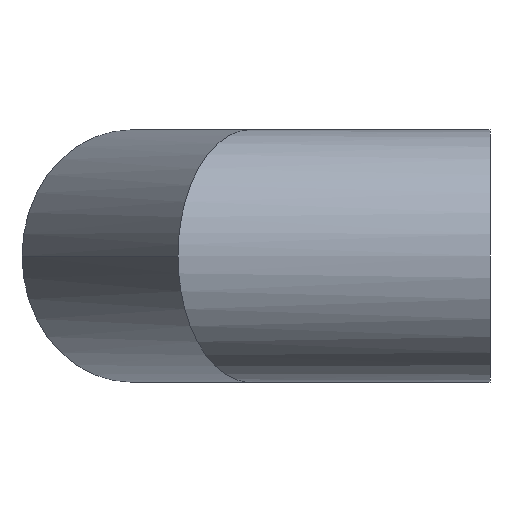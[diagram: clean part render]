
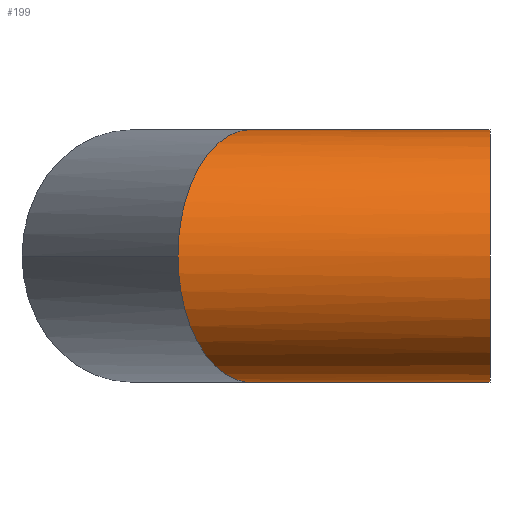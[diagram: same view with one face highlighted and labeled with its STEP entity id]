
A CAD part, left-side view. The second image highlights one B-rep face of the part: STEP entity #199.
In plain terms, the highlighted cylindrical face has radius 112.5 mm (diameter 225 mm), a partial arc.
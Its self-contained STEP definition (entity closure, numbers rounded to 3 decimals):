
#5 = CARTESIAN_POINT ( 'NONE',  ( 0., 213.333, -112.5 ) ) ;
#18 = EDGE_CURVE ( 'NONE', #146, #233, #122, .T. ) ;
#29 = CARTESIAN_POINT ( 'NONE',  ( -65.901, 251.381, 112.5 ) ) ;
#65 = CARTESIAN_POINT ( 'NONE',  ( -65.901, 251.381, -112.5 ) ) ;
#68 = EDGE_LOOP ( 'NONE', ( #125, #335, #117, #170, #382 ) ) ;
#84 = CARTESIAN_POINT ( 'NONE',  ( -112.5, 278.285, 65.901 ) ) ;
#92 = DIRECTION ( 'NONE',  ( 0., 1., 0. ) ) ;
#117 = ORIENTED_EDGE ( 'NONE', *, *, #18, .T. ) ;
#122 = LINE ( 'NONE', #304, #259 ) ;
#125 = ORIENTED_EDGE ( 'NONE', *, *, #192, .F. ) ;
#128 = CARTESIAN_POINT ( 'NONE',  ( -112.5, 278.285, 0. ) ) ;
#132 = AXIS2_PLACEMENT_3D ( 'NONE', #337, #387, #330 ) ;
#146 = VERTEX_POINT ( 'NONE', #329 ) ;
#147 = FACE_OUTER_BOUND ( 'NONE', #68, .T. ) ;
#149 = DIRECTION ( 'NONE',  ( 0., 0., 1. ) ) ;
#156 = VECTOR ( 'NONE', #308, 1000. ) ;
#157 = CARTESIAN_POINT ( 'NONE',  ( -112.5, 278.285, -65.901 ) ) ;
#159 = CARTESIAN_POINT ( 'NONE',  ( 0., 213.333, -112.5 ) ) ;
#163 = EDGE_CURVE ( 'NONE', #233, #218, #165, .T. ) ;
#165 =( BOUNDED_CURVE ( )  B_SPLINE_CURVE ( 3, ( #376, #29, #84, #253 ),
 .UNSPECIFIED., .F., .F. ) 
 B_SPLINE_CURVE_WITH_KNOTS ( ( 4, 4 ),
 ( 4.712, 6.283 ),
 .UNSPECIFIED. ) 
 CURVE ( )  GEOMETRIC_REPRESENTATION_ITEM ( )  RATIONAL_B_SPLINE_CURVE ( ( 1., 0.805, 0.805, 1. ) ) 
 REPRESENTATION_ITEM ( '' )  );
#170 = ORIENTED_EDGE ( 'NONE', *, *, #163, .T. ) ;
#177 =( BOUNDED_CURVE ( )  B_SPLINE_CURVE ( 3, ( #128, #157, #65, #5 ),
 .UNSPECIFIED., .F., .F. ) 
 B_SPLINE_CURVE_WITH_KNOTS ( ( 4, 4 ),
 ( 0., 1.571 ),
 .UNSPECIFIED. ) 
 CURVE ( )  GEOMETRIC_REPRESENTATION_ITEM ( )  RATIONAL_B_SPLINE_CURVE ( ( 1., 0.805, 0.805, 1. ) ) 
 REPRESENTATION_ITEM ( '' )  );
#182 = CARTESIAN_POINT ( 'NONE',  ( -112.5, 278.285, 0. ) ) ;
#187 = DIRECTION ( 'NONE',  ( 0., 1., 0. ) ) ;
#189 = CARTESIAN_POINT ( 'NONE',  ( 0., 0., -112.5 ) ) ;
#190 = VERTEX_POINT ( 'NONE', #189 ) ;
#192 = EDGE_CURVE ( 'NONE', #190, #379, #246, .T. ) ;
#199 = ADVANCED_FACE ( 'NONE', ( #147 ), #303, .T. ) ;
#202 = EDGE_CURVE ( 'NONE', #190, #146, #315, .T. ) ;
#211 = CARTESIAN_POINT ( 'NONE',  ( 0., 0., -112.5 ) ) ;
#217 = CARTESIAN_POINT ( 'NONE',  ( 0., 0., 0. ) ) ;
#218 = VERTEX_POINT ( 'NONE', #182 ) ;
#233 = VERTEX_POINT ( 'NONE', #370 ) ;
#246 = LINE ( 'NONE', #211, #156 ) ;
#251 = AXIS2_PLACEMENT_3D ( 'NONE', #217, #92, #149 ) ;
#253 = CARTESIAN_POINT ( 'NONE',  ( -112.5, 278.285, 0. ) ) ;
#259 = VECTOR ( 'NONE', #187, 1000. ) ;
#286 = EDGE_CURVE ( 'NONE', #218, #379, #177, .T. ) ;
#303 = CYLINDRICAL_SURFACE ( 'NONE', #251, 112.5 ) ;
#304 = CARTESIAN_POINT ( 'NONE',  ( 0., 0., 112.5 ) ) ;
#308 = DIRECTION ( 'NONE',  ( 0., 1., 0. ) ) ;
#315 = CIRCLE ( 'NONE', #132, 112.5 ) ;
#329 = CARTESIAN_POINT ( 'NONE',  ( 0., 0., 112.5 ) ) ;
#330 = DIRECTION ( 'NONE',  ( 0., 0., 1. ) ) ;
#335 = ORIENTED_EDGE ( 'NONE', *, *, #202, .T. ) ;
#337 = CARTESIAN_POINT ( 'NONE',  ( 0., 0., 0. ) ) ;
#370 = CARTESIAN_POINT ( 'NONE',  ( 0., 213.333, 112.5 ) ) ;
#376 = CARTESIAN_POINT ( 'NONE',  ( 0., 213.333, 112.5 ) ) ;
#379 = VERTEX_POINT ( 'NONE', #159 ) ;
#382 = ORIENTED_EDGE ( 'NONE', *, *, #286, .T. ) ;
#387 = DIRECTION ( 'NONE',  ( 0., 1., 0. ) ) ;
